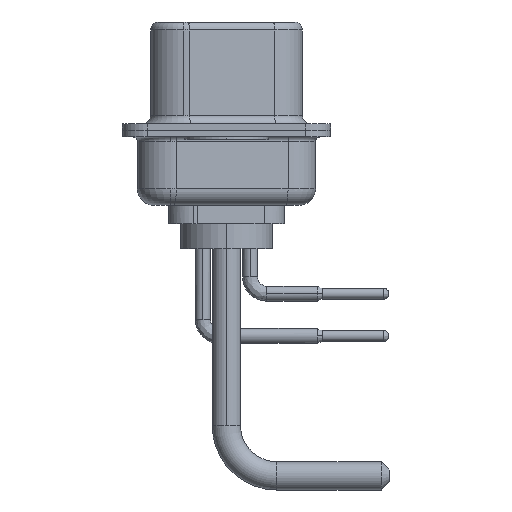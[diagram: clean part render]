
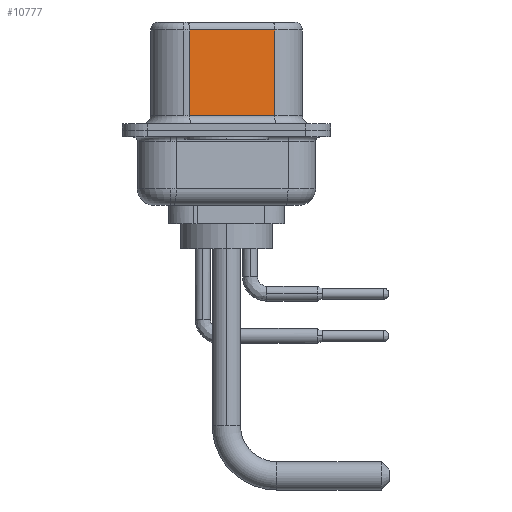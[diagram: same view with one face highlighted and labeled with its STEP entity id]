
A CAD part, left-side view. The second image highlights one B-rep face of the part: STEP entity #10777.
In plain terms, the highlighted planar face has unit normal (-0.985, -0.174, 0).
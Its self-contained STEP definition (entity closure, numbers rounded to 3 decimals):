
#549 = DIRECTION ( 'NONE',  ( -0.174, 0.985, 0. ) ) ;
#784 = VECTOR ( 'NONE', #17813, 1000. ) ;
#1543 = CARTESIAN_POINT ( 'NONE',  ( 4.58, -2.897, 0.9 ) ) ;
#1579 = DIRECTION ( 'NONE',  ( -0.174, 0.985, 0. ) ) ;
#2924 = CARTESIAN_POINT ( 'NONE',  ( 4.58, -2.897, 6.52 ) ) ;
#4342 = EDGE_CURVE ( 'NONE', #11079, #7519, #5886, .T. ) ;
#5021 = ORIENTED_EDGE ( 'NONE', *, *, #4342, .T. ) ;
#5135 = FACE_OUTER_BOUND ( 'NONE', #20242, .T. ) ;
#5886 = LINE ( 'NONE', #18038, #784 ) ;
#6894 = LINE ( 'NONE', #19152, #16366 ) ;
#7519 = VERTEX_POINT ( 'NONE', #1543 ) ;
#8492 = VECTOR ( 'NONE', #549, 1000. ) ;
#8870 = CARTESIAN_POINT ( 'NONE',  ( 3.68, 2.203, 0.9 ) ) ;
#9493 = CARTESIAN_POINT ( 'NONE',  ( 4.58, -2.897, 6.02 ) ) ;
#10300 = CARTESIAN_POINT ( 'NONE',  ( 4.58, -2.897, 6.52 ) ) ;
#10777 = ADVANCED_FACE ( 'NONE', ( #5135 ), #19011, .F. ) ;
#11079 = VERTEX_POINT ( 'NONE', #8870 ) ;
#11223 = LINE ( 'NONE', #9493, #8492 ) ;
#11519 = CARTESIAN_POINT ( 'NONE',  ( 3.68, 2.203, 6.02 ) ) ;
#12330 = ORIENTED_EDGE ( 'NONE', *, *, #13586, .T. ) ;
#12590 = VERTEX_POINT ( 'NONE', #11519 ) ;
#12674 = VERTEX_POINT ( 'NONE', #14854 ) ;
#13480 = DIRECTION ( 'NONE',  ( 0., 0., -1. ) ) ;
#13586 = EDGE_CURVE ( 'NONE', #12590, #11079, #6894, .T. ) ;
#14053 = ORIENTED_EDGE ( 'NONE', *, *, #14478, .F. ) ;
#14478 = EDGE_CURVE ( 'NONE', #12674, #7519, #22195, .T. ) ;
#14561 = ORIENTED_EDGE ( 'NONE', *, *, #21345, .T. ) ;
#14854 = CARTESIAN_POINT ( 'NONE',  ( 4.58, -2.897, 6.02 ) ) ;
#15260 = DIRECTION ( 'NONE',  ( 0., 0., -1. ) ) ;
#15267 = AXIS2_PLACEMENT_3D ( 'NONE', #10300, #17284, #1579 ) ;
#16366 = VECTOR ( 'NONE', #15260, 1000. ) ;
#17284 = DIRECTION ( 'NONE',  ( 0.985, 0.174, 0. ) ) ;
#17813 = DIRECTION ( 'NONE',  ( 0.174, -0.985, 0. ) ) ;
#18038 = CARTESIAN_POINT ( 'NONE',  ( 4.58, -2.897, 0.9 ) ) ;
#19011 = PLANE ( 'NONE',  #15267 ) ;
#19152 = CARTESIAN_POINT ( 'NONE',  ( 3.68, 2.203, 6.52 ) ) ;
#20242 = EDGE_LOOP ( 'NONE', ( #14053, #14561, #12330, #5021 ) ) ;
#21110 = VECTOR ( 'NONE', #13480, 1000. ) ;
#21345 = EDGE_CURVE ( 'NONE', #12674, #12590, #11223, .T. ) ;
#22195 = LINE ( 'NONE', #2924, #21110 ) ;
